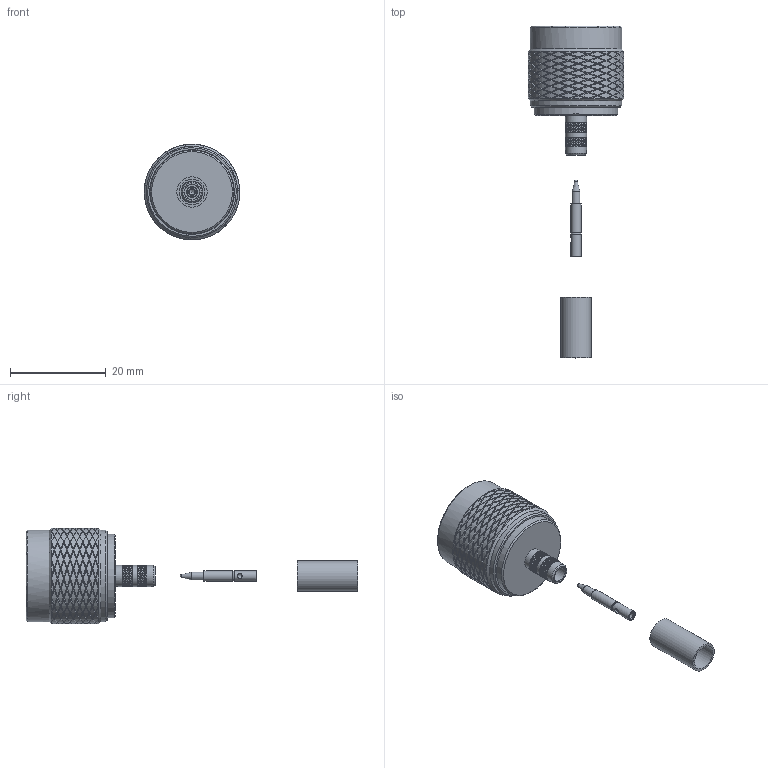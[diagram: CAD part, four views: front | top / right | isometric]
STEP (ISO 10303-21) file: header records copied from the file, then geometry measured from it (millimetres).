
FILE_DESCRIPTION(/* description */ ('Unknown'),/* implementation_level */ '2;1');
FILE_NAME(/* name */ '60446022211521',/* time_stamp */ '2022-03-29T07:43:51+02:00',/* author */ ('Unknown'),/* organization */ ('Unknown'),/* preprocessor_version */ 'ST-DEVELOPER v16.7',/* originating_system */ 'Solid Edge',/* authorisation */ 'Unknown');
FILE_SCHEMA (('AUTOMOTIVE_DESIGN {1 0 10303 214 3 1 1}'));
Products named in the file (1): 60446022211521
Bounding box: 20 x 69.4 x 20 mm (x, y, z)
Volume: 3858.4 mm3; surface area: 5589.2 mm2
Topology: 4 solids, 4 shells, 2805 faces, 5667 edges, 2881 vertices
Faces by surface type: bspline 2054, cylinder 580, plane 151, cone 18, torus 2
Full cylindrical faces by diameter (mm): 1 x1, 1.2 x1, 1.65 x1, 2.1 x2, 2.15 x1, 3.15 x1, 4.4 x3, 5.33 x1, 6.35 x1, 7 x1, 8 x1, 8.2 x1, 16.5 x3, 17.5 x2, 17.7 x2, 18 x1, 19.1 x2
Entity records: 135657 total; most frequent: CARTESIAN_POINT 81071, ORIENTED_EDGE 11190, EDGE_CURVE 5595, FACE_BOUND 2868, EDGE_LOOP 2867, VERTEX_POINT 2855, ADVANCED_FACE 2804, STYLED_ITEM 2788
